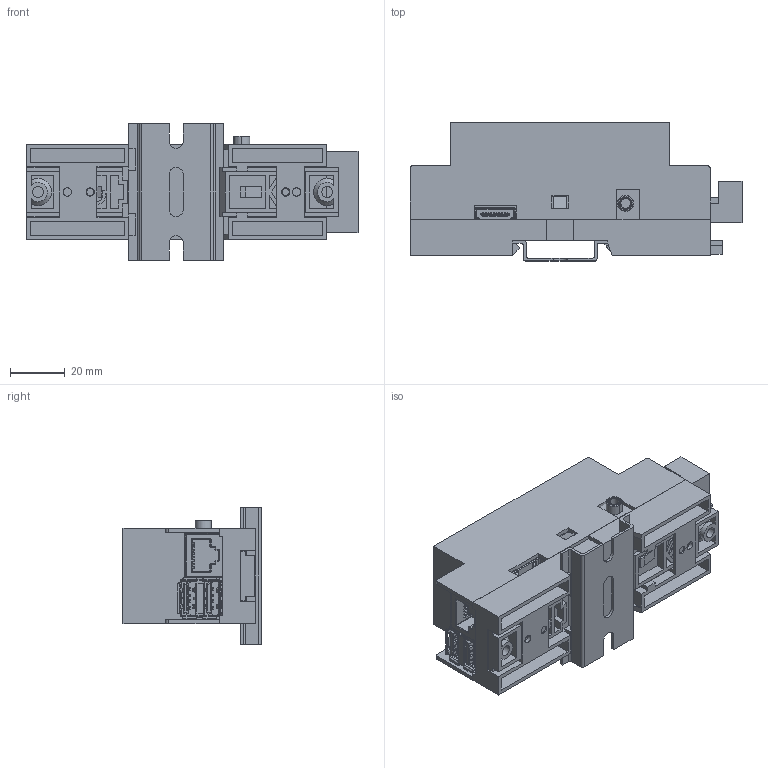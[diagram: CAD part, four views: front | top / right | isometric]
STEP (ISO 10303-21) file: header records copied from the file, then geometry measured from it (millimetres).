
FILE_DESCRIPTION (( 'STEP AP214' ), '1' );
FILE_NAME ('CES-35.STEP', '2023-02-02T07:06:55', ( '' ), ( '' ), 'SwSTEP 2.0', 'SolidWorks 2017', '' );
FILE_SCHEMA (( 'AUTOMOTIVE_DESIGN' ));
Length unit declared in the file: millimetre
Products named in the file (37): HDMI_socket_cover; USB3_CON_LONG; USB3_IM_LOWER; HDMI_socket_small_pin_Valor predeterminado; Dual USB Port; USB3_SPACER; Euro Terminal5mm-Plug-In-6Way; Audio Jack; USB3_IM_UPPER; Base plate - MDB-35; plastec_jack4; USB3_CON_SHORT; USB3_CONTAC_LONG2; Rail-50; CES-35; USB3_FRAME; TopCover with Ventilation with Opening - CESVC-35; Clip-Small; Screw-smallest; RJ45 Ethernet Port; HDMI_socket_inside; SHORT_SHELL; Shell; REAR_SHELL_SUS; CESP-35; Base PCB-MDP-35-01; plastec_jack3; Screw-small; Component1; USB3_IM_UPPER1; USB3_IM_LOWER1; HDMI_Socket; HDMI_socket_large_pin_Valor predeterminado; USB3_CONTACT_LOWER; plastec_jack2; Clip-Big; USB_FINGER
Assembly tree (57 placements, depth 4):
  CES-35
    Base plate - MDB-35
    Clip-Small
    Clip-Big
    Base PCB-MDP-35-01
    Rail-50
    Euro Terminal5mm-Plug-In-6Way
    Screw-small  x2
    TopCover with Ventilation with Opening - CESVC-35
    Dual USB Port
      REAR_SHELL_SUS
      SHORT_SHELL
      USB3_CON_LONG
      USB3_CON_SHORT
      USB3_FRAME
      USB3_IM_LOWER
        USB3_CONTACT_LOWER
        USB3_IM_LOWER1
      USB3_IM_UPPER
        USB3_CONTAC_LONG2
        USB3_IM_UPPER1
      USB3_SPACER
      USB_FINGER
    RJ45 Ethernet Port
      Shell
    Audio Jack
      Component1
      plastec_jack2
      plastec_jack3
      plastec_jack4
    HDMI_Socket
      HDMI_socket_cover
      HDMI_socket_inside
      HDMI_socket_large_pin_Valor predeterminado  x10
      HDMI_socket_small_pin_Valor predeterminado  x9
    CESP-35
    Screw-smallest  x4
Bounding box: 121.6 x 50.55 x 50 mm (x, y, z)
Volume: 55269.3 mm3; surface area: 79268.3 mm2
Topology: 104 solids, 104 shells, 5391 faces, 14519 edges, 9322 vertices
Faces by surface type: plane 3726, cylinder 1271, bspline 210, cone 76, torus 72, sphere 36
Entity records: 157251 total; most frequent: CARTESIAN_POINT 33343, ORIENTED_EDGE 23104, DIRECTION 21441, EDGE_CURVE 11552, VECTOR 8965, LINE 8965, VERTEX_POINT 7377, AXIS2_PLACEMENT_3D 6238
